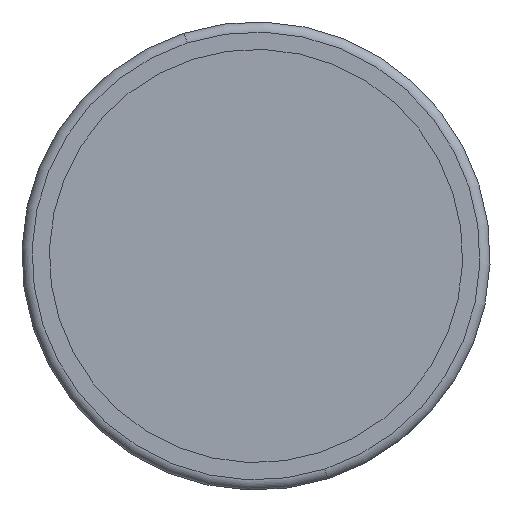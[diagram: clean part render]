
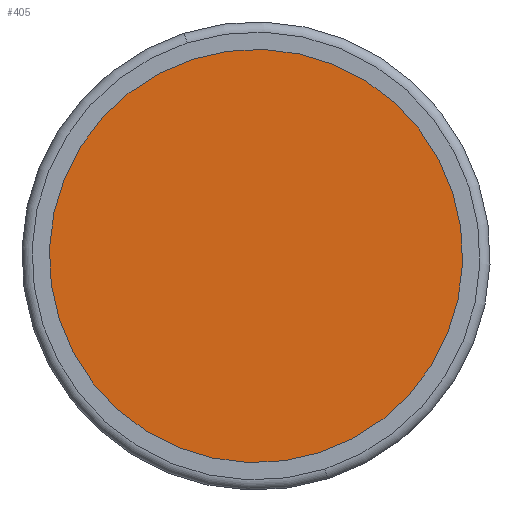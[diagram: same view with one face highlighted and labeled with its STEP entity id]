
A CAD part, front view. The second image highlights one B-rep face of the part: STEP entity #405.
In plain terms, the highlighted face is planar.
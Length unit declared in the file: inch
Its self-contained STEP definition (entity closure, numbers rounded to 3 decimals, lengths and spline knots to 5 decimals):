
#61 = CIRCLE ( 'NONE', #581, 0.1015 ) ;
#94 = CARTESIAN_POINT ( 'NONE',  ( -0.28, 0., 0. ) ) ;
#124 = ORIENTED_EDGE ( 'NONE', *, *, #368, .T. ) ;
#154 = DIRECTION ( 'NONE',  ( 0., 0., 1. ) ) ;
#192 = EDGE_CURVE ( 'NONE', #248, #262, #534, .T. ) ;
#205 = PLANE ( 'NONE',  #690 ) ;
#208 = DIRECTION ( 'NONE',  ( 0., 0., 1. ) ) ;
#248 = VERTEX_POINT ( 'NONE', #332 ) ;
#262 = VERTEX_POINT ( 'NONE', #620 ) ;
#268 = ORIENTED_EDGE ( 'NONE', *, *, #192, .T. ) ;
#321 = DIRECTION ( 'NONE',  ( -1., 0., 0. ) ) ;
#332 = CARTESIAN_POINT ( 'NONE',  ( -0.28, 0., 0.1015 ) ) ;
#350 = FACE_OUTER_BOUND ( 'NONE', #713, .T. ) ;
#368 = EDGE_CURVE ( 'NONE', #262, #248, #61, .T. ) ;
#405 = ADVANCED_FACE ( 'NONE', ( #350 ), #205, .T. ) ;
#426 = CARTESIAN_POINT ( 'NONE',  ( -0.28, 0., 0. ) ) ;
#488 = DIRECTION ( 'NONE',  ( -1., 0., 0. ) ) ;
#534 = CIRCLE ( 'NONE', #698, 0.1015 ) ;
#541 = DIRECTION ( 'NONE',  ( -1., 0., 0. ) ) ;
#581 = AXIS2_PLACEMENT_3D ( 'NONE', #94, #488, #154 ) ;
#584 = CARTESIAN_POINT ( 'NONE',  ( -0.28, 0., 0. ) ) ;
#617 = DIRECTION ( 'NONE',  ( 0., 0., 1. ) ) ;
#620 = CARTESIAN_POINT ( 'NONE',  ( -0.28, 0., -0.1015 ) ) ;
#690 = AXIS2_PLACEMENT_3D ( 'NONE', #426, #541, #208 ) ;
#698 = AXIS2_PLACEMENT_3D ( 'NONE', #584, #321, #617 ) ;
#713 = EDGE_LOOP ( 'NONE', ( #124, #268 ) ) ;
